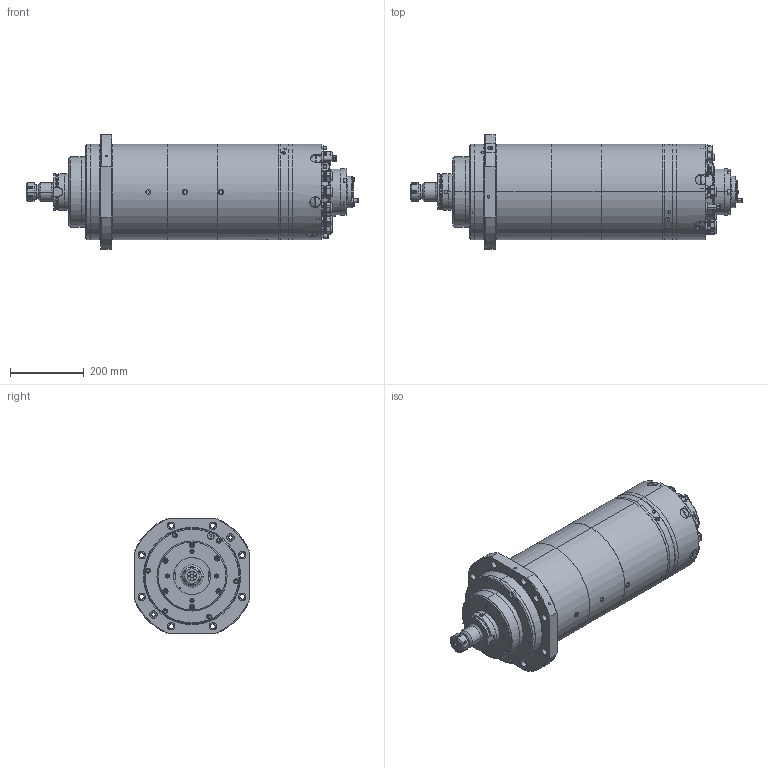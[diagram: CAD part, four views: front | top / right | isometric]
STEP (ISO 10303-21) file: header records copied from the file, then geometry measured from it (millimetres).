
FILE_DESCRIPTION (( 'STEP AP203' ), '1' );
FILE_NAME ('260AI12FHK-00-.STEP', '2016-06-09T07:50:49', ( 'default' ), ( '' ), 'SwSTEP 2.0', 'SolidWorks 2016', '' );
FILE_SCHEMA (( 'CONFIG_CONTROL_DESIGN' ));
Length unit declared in the file: millimetre
Products named in the file (1): 260AI12FHK-00-
Bounding box: 900.13 x 310 x 310 mm (x, y, z)
Surface area: 977085.2 mm2 (no closed solid volume)
Topology: 0 solids, 155 shells, 1668 faces, 4919 edges, 3415 vertices
Faces by surface type: cylinder 721, plane 627, cone 160, torus 130, sphere 18, bspline 12
Entity records: 59598 total; most frequent: CARTESIAN_POINT 14087, DIRECTION 10304, ORIENTED_EDGE 8093, EDGE_CURVE 4889, AXIS2_PLACEMENT_3D 4032, VERTEX_POINT 3403, CIRCLE 2375, VECTOR 2240
